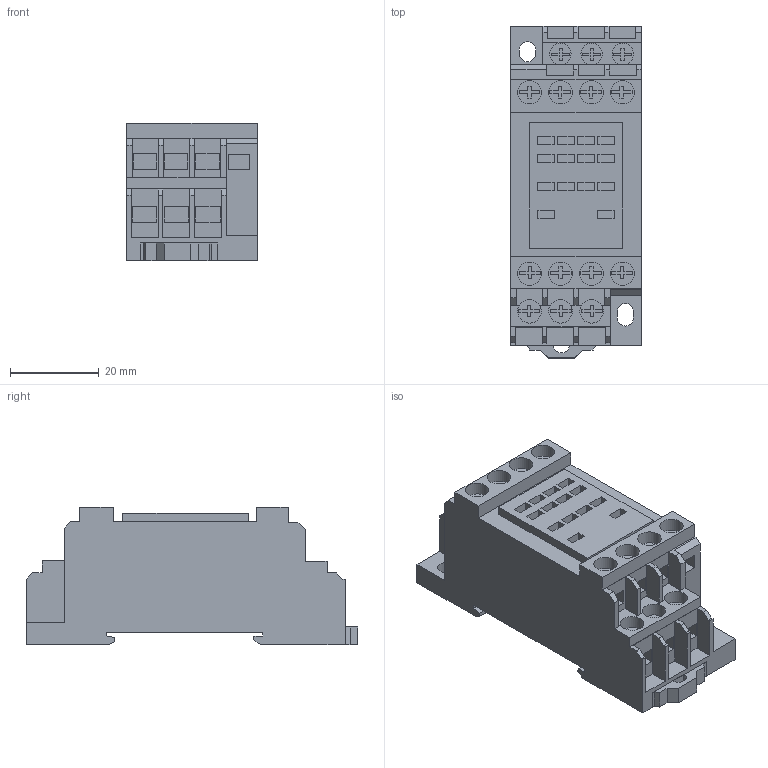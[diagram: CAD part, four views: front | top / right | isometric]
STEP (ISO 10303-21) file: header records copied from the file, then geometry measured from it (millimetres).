
FILE_DESCRIPTION(('FreeCAD Model'),'2;1');
FILE_NAME('Open CASCADE Shape Model','2024-09-19T12:45:04',(''),(''), 'Open CASCADE STEP processor 7.6','FreeCAD','Unknown');
FILE_SCHEMA(('AUTOMOTIVE_DESIGN { 1 0 10303 214 1 1 1 1 }'));
Length unit declared in the file: millimetre
Products named in the file (1): Relay_Socket
Bounding box: 29.5 x 74.89 x 31 mm (x, y, z)
Volume: 46381.1 mm3; surface area: 14333.4 mm2
Topology: 1 solids, 1 shells, 493 faces, 1313 edges, 874 vertices
Faces by surface type: plane 474, cylinder 19
Full cylindrical faces by diameter (mm): 4.84 x3, 5.3 x11
Entity records: 15077 total; most frequent: CARTESIAN_POINT 2681, ORIENTED_EDGE 2626, DIRECTION 2349, EDGE_CURVE 1313, LINE 1265, VECTOR 1265, VERTEX_POINT 874, FACE_BOUND 551
